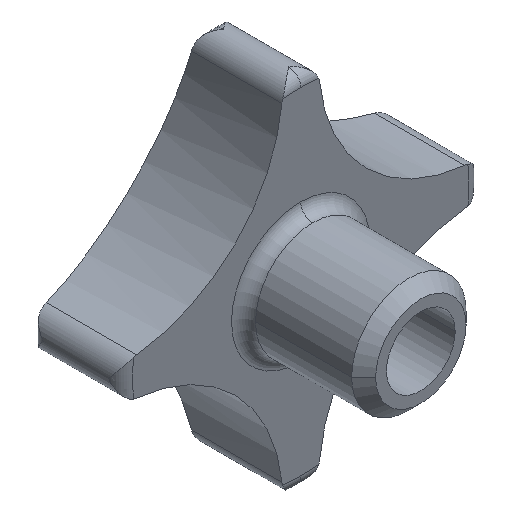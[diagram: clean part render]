
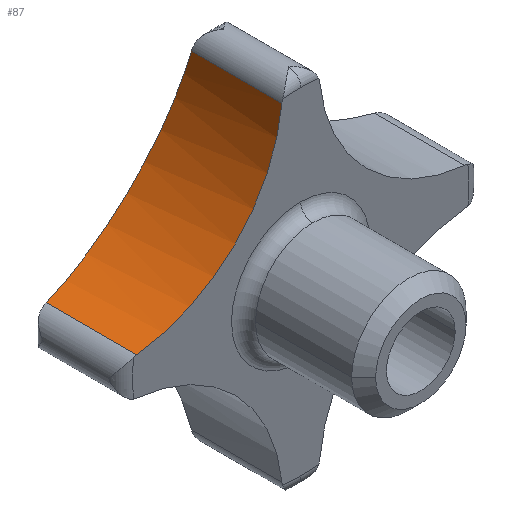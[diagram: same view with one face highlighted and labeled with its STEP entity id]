
A CAD part, isometric view. The second image highlights one B-rep face of the part: STEP entity #87.
In plain terms, the highlighted cylindrical face has radius 28.35 mm (diameter 56.7 mm), a partial arc.
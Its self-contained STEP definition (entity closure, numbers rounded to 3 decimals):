
#87 = ADVANCED_FACE( '', ( #131 ), #132, .F. );
#131 = FACE_OUTER_BOUND( '', #196, .T. );
#132 = CYLINDRICAL_SURFACE( '', #197, 28.35 );
#196 = EDGE_LOOP( '', ( #331, #332, #333, #334 ) );
#197 = AXIS2_PLACEMENT_3D( '', #335, #336, #337 );
#331 = ORIENTED_EDGE( '', *, *, #558, .F. );
#332 = ORIENTED_EDGE( '', *, *, #557, .F. );
#333 = ORIENTED_EDGE( '', *, *, #559, .F. );
#334 = ORIENTED_EDGE( '', *, *, #560, .T. );
#335 = CARTESIAN_POINT( '', ( -31.5, 0., 31.5 ) );
#336 = DIRECTION( '', ( 0., -1., 0. ) );
#337 = DIRECTION( '', ( 0.099, 0., -0.995 ) );
#557 = EDGE_CURVE( '', #692, #676, #694, .T. );
#558 = EDGE_CURVE( '', #676, #695, #696, .T. );
#559 = EDGE_CURVE( '', #697, #692, #698, .T. );
#560 = EDGE_CURVE( '', #697, #695, #699, .T. );
#676 = VERTEX_POINT( '', #990 );
#692 = VERTEX_POINT( '', #1063 );
#694 = LINE( '', #1065, #1066 );
#695 = VERTEX_POINT( '', #1067 );
#696 = B_SPLINE_CURVE_WITH_KNOTS( '', 3, ( #1068, #1069, #1070, #1071, #1072, #1073, #1074, #1075, #1076, #1077, #1078, #1079, #1080, #1081, #1082, #1083, #1084, #1085, #1086, #1087, #1088, #1089, #1090, #1091, #1092, #1093, #1094, #1095, #1096, #1097 ), .UNSPECIFIED., .F., .F., ( 4, 2, 2, 2, 2, 2, 2, 2, 2, 2, 2, 2, 2, 2, 4 ), ( 0., 2.687, 5.374, 8.06, 10.747, 13.434, 16.121, 18.807, 21.494, 24.214, 26.934, 29.654, 32.374, 35.094, 37.615 ), .UNSPECIFIED. );
#697 = VERTEX_POINT( '', #1098 );
#698 = CIRCLE( '', #1099, 28.35 );
#699 = LINE( '', #1100, #1101 );
#990 = CARTESIAN_POINT( '', ( -28.689, 36.814, 3.29 ) );
#1063 = CARTESIAN_POINT( '', ( -28.689, 21., 3.29 ) );
#1065 = CARTESIAN_POINT( '', ( -28.689, 0., 3.29 ) );
#1066 = VECTOR( '', #1320, 1. );
#1067 = CARTESIAN_POINT( '', ( -3.29, 36.814, 28.689 ) );
#1068 = CARTESIAN_POINT( '', ( -28.689, 36.814, 3.29 ) );
#1069 = CARTESIAN_POINT( '', ( -27.818, 37.005, 3.377 ) );
#1070 = CARTESIAN_POINT( '', ( -26.934, 37.189, 3.506 ) );
#1071 = CARTESIAN_POINT( '', ( -25.158, 37.535, 3.854 ) );
#1072 = CARTESIAN_POINT( '', ( -24.266, 37.698, 4.073 ) );
#1073 = CARTESIAN_POINT( '', ( -22.492, 37.999, 4.603 ) );
#1074 = CARTESIAN_POINT( '', ( -21.61, 38.136, 4.914 ) );
#1075 = CARTESIAN_POINT( '', ( -19.874, 38.383, 5.627 ) );
#1076 = CARTESIAN_POINT( '', ( -19.019, 38.492, 6.028 ) );
#1077 = CARTESIAN_POINT( '', ( -17.353, 38.68, 6.914 ) );
#1078 = CARTESIAN_POINT( '', ( -16.54, 38.758, 7.4 ) );
#1079 = CARTESIAN_POINT( '', ( -14.971, 38.883, 8.448 ) );
#1080 = CARTESIAN_POINT( '', ( -14.214, 38.93, 9.01 ) );
#1081 = CARTESIAN_POINT( '', ( -12.769, 38.991, 10.198 ) );
#1082 = CARTESIAN_POINT( '', ( -12.081, 39.006, 10.825 ) );
#1083 = CARTESIAN_POINT( '', ( -10.781, 39.006, 12.127 ) );
#1084 = CARTESIAN_POINT( '', ( -10.17, 38.99, 12.803 ) );
#1085 = CARTESIAN_POINT( '', ( -9.026, 38.931, 14.194 ) );
#1086 = CARTESIAN_POINT( '', ( -8.476, 38.886, 14.933 ) );
#1087 = CARTESIAN_POINT( '', ( -7.441, 38.764, 16.476 ) );
#1088 = CARTESIAN_POINT( '', ( -6.956, 38.687, 17.28 ) );
#1089 = CARTESIAN_POINT( '', ( -6.065, 38.502, 18.943 ) );
#1090 = CARTESIAN_POINT( '', ( -5.659, 38.393, 19.801 ) );
#1091 = CARTESIAN_POINT( '', ( -4.934, 38.145, 21.556 ) );
#1092 = CARTESIAN_POINT( '', ( -4.616, 38.005, 22.452 ) );
#1093 = CARTESIAN_POINT( '', ( -4.071, 37.698, 24.269 ) );
#1094 = CARTESIAN_POINT( '', ( -3.845, 37.529, 25.19 ) );
#1095 = CARTESIAN_POINT( '', ( -3.5, 37.181, 26.971 ) );
#1096 = CARTESIAN_POINT( '', ( -3.375, 37.002, 27.832 ) );
#1097 = CARTESIAN_POINT( '', ( -3.29, 36.814, 28.689 ) );
#1098 = CARTESIAN_POINT( '', ( -3.29, 21., 28.689 ) );
#1099 = AXIS2_PLACEMENT_3D( '', #1321, #1322, #1323 );
#1100 = CARTESIAN_POINT( '', ( -3.29, 0., 28.689 ) );
#1101 = VECTOR( '', #1324, 1. );
#1320 = DIRECTION( '', ( 0., 1., 0. ) );
#1321 = CARTESIAN_POINT( '', ( -31.5, 21., 31.5 ) );
#1322 = DIRECTION( '', ( 0., 1., 0. ) );
#1323 = DIRECTION( '', ( 0.099, 0., -0.995 ) );
#1324 = DIRECTION( '', ( 0., 1., 0. ) );
